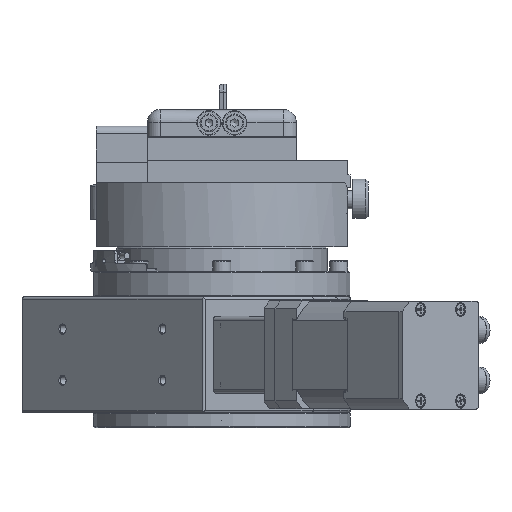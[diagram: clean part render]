
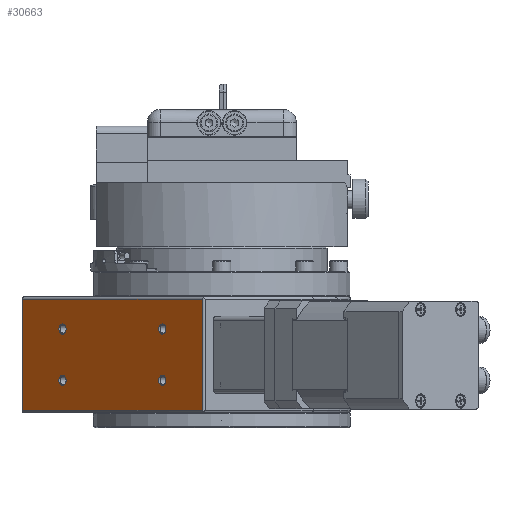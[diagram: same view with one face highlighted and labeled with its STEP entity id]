
A CAD part, left-side view. The second image highlights one B-rep face of the part: STEP entity #30663.
In plain terms, the highlighted face is planar.
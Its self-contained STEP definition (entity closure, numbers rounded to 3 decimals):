
#1920=FACE_BOUND('',#11132,.T.);
#1921=FACE_BOUND('',#11133,.T.);
#1922=FACE_BOUND('',#11134,.T.);
#1923=FACE_BOUND('',#11135,.T.);
#2508=PLANE('',#33500);
#4120=LINE('',#49672,#6525);
#4121=LINE('',#49676,#6526);
#4123=LINE('',#49686,#6528);
#4124=LINE('',#49687,#6529);
#6525=VECTOR('',#39171,1.);
#6526=VECTOR('',#39176,1.);
#6528=VECTOR('',#39186,1.);
#6529=VECTOR('',#39187,1.);
#9140=FACE_OUTER_BOUND('',#11131,.T.);
#11131=EDGE_LOOP('',(#24963,#24964,#24965,#24966));
#11132=EDGE_LOOP('',(#24967));
#11133=EDGE_LOOP('',(#24968));
#11134=EDGE_LOOP('',(#24969));
#11135=EDGE_LOOP('',(#24970));
#13010=CIRCLE('',#33054,2.);
#13014=CIRCLE('',#33061,2.);
#13018=CIRCLE('',#33068,2.);
#13022=CIRCLE('',#33075,2.);
#14964=VERTEX_POINT('',#48481);
#14968=VERTEX_POINT('',#48495);
#14972=VERTEX_POINT('',#48509);
#14976=VERTEX_POINT('',#48523);
#15286=VERTEX_POINT('',#49669);
#15287=VERTEX_POINT('',#49671);
#15288=VERTEX_POINT('',#49675);
#15292=VERTEX_POINT('',#49685);
#18262=EDGE_CURVE('',#14964,#14964,#13010,.T.);
#18269=EDGE_CURVE('',#14968,#14968,#13014,.T.);
#18276=EDGE_CURVE('',#14972,#14972,#13018,.T.);
#18283=EDGE_CURVE('',#14976,#14976,#13022,.T.);
#18768=EDGE_CURVE('',#15286,#15287,#4120,.T.);
#18770=EDGE_CURVE('',#15288,#15287,#4121,.T.);
#18775=EDGE_CURVE('',#15292,#15286,#4123,.T.);
#18776=EDGE_CURVE('',#15288,#15292,#4124,.T.);
#24963=ORIENTED_EDGE('',*,*,#18768,.F.);
#24964=ORIENTED_EDGE('',*,*,#18775,.F.);
#24965=ORIENTED_EDGE('',*,*,#18776,.F.);
#24966=ORIENTED_EDGE('',*,*,#18770,.T.);
#24967=ORIENTED_EDGE('',*,*,#18283,.T.);
#24968=ORIENTED_EDGE('',*,*,#18276,.T.);
#24969=ORIENTED_EDGE('',*,*,#18269,.T.);
#24970=ORIENTED_EDGE('',*,*,#18262,.T.);
#30663=ADVANCED_FACE('',(#9140,#1920,#1921,#1922,#1923),#2508,.T.);
#33054=AXIS2_PLACEMENT_3D('',#48483,#38008,#38009);
#33061=AXIS2_PLACEMENT_3D('',#48497,#38025,#38026);
#33068=AXIS2_PLACEMENT_3D('',#48511,#38042,#38043);
#33075=AXIS2_PLACEMENT_3D('',#48525,#38059,#38060);
#33500=AXIS2_PLACEMENT_3D('',#49684,#39184,#39185);
#38008=DIRECTION('center_axis',(0.,0.,1.));
#38009=DIRECTION('ref_axis',(-1.,0.,0.));
#38025=DIRECTION('center_axis',(0.,0.,1.));
#38026=DIRECTION('ref_axis',(-1.,0.,0.));
#38042=DIRECTION('center_axis',(0.,0.,1.));
#38043=DIRECTION('ref_axis',(-1.,0.,0.));
#38059=DIRECTION('center_axis',(0.,0.,1.));
#38060=DIRECTION('ref_axis',(-1.,0.,0.));
#39171=DIRECTION('',(-1.,0.,0.));
#39176=DIRECTION('',(0.,1.,0.));
#39184=DIRECTION('center_axis',(0.,0.,-1.));
#39185=DIRECTION('ref_axis',(-1.,0.,0.));
#39186=DIRECTION('',(0.,1.,0.));
#39187=DIRECTION('',(1.,0.,0.));
#48481=CARTESIAN_POINT('',(25.5,10.,0.));
#48483=CARTESIAN_POINT('Origin',(27.5,10.,0.));
#48495=CARTESIAN_POINT('',(25.5,-10.,0.));
#48497=CARTESIAN_POINT('Origin',(27.5,-10.,0.));
#48509=CARTESIAN_POINT('',(-29.5,10.,0.));
#48511=CARTESIAN_POINT('Origin',(-27.5,10.,0.));
#48523=CARTESIAN_POINT('',(-29.5,-10.,0.));
#48525=CARTESIAN_POINT('Origin',(-27.5,-10.,0.));
#49669=CARTESIAN_POINT('',(49.45,21.7,0.));
#49671=CARTESIAN_POINT('',(-49.45,21.7,0.));
#49672=CARTESIAN_POINT('',(0.,21.7,0.));
#49675=CARTESIAN_POINT('',(-49.45,-21.7,0.));
#49676=CARTESIAN_POINT('',(-49.45,-22.5,0.));
#49684=CARTESIAN_POINT('Origin',(24.725,-22.5,0.));
#49685=CARTESIAN_POINT('',(49.45,-21.7,0.));
#49686=CARTESIAN_POINT('',(49.45,-22.5,0.));
#49687=CARTESIAN_POINT('',(0.,-21.7,0.));
